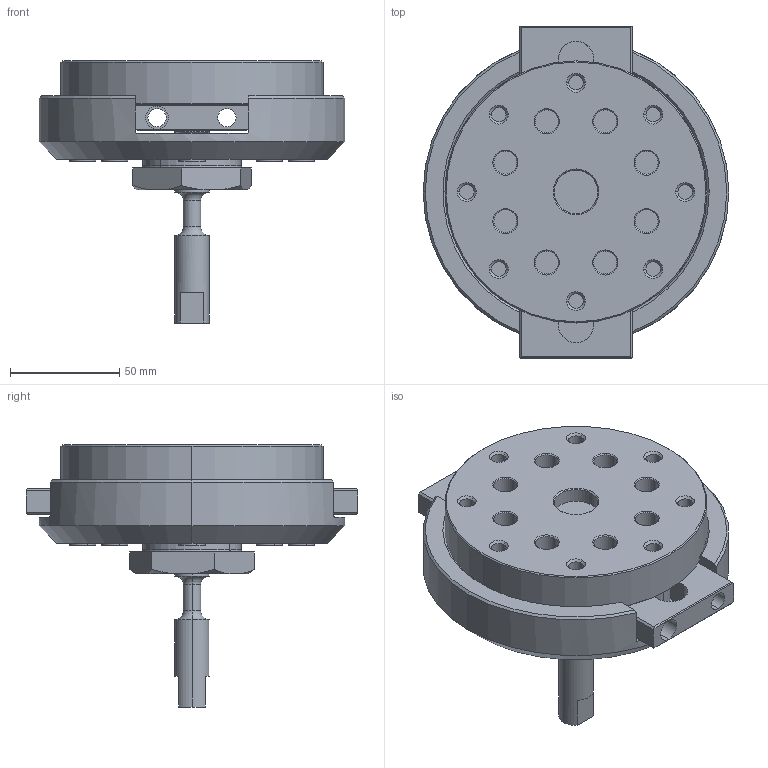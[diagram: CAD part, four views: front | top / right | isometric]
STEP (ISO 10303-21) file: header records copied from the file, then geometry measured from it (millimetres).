
FILE_DESCRIPTION (( 'STEP AP203' ), '1' );
FILE_NAME ('AfferraggioCompleto.STEP', '2015-12-17T21:27:03', ( '' ), ( '' ), 'SwSTEP 2.0', 'SolidWorks 2011', '' );
FILE_SCHEMA (( 'CONFIG_CONTROL_DESIGN' ));
Length unit declared in the file: millimetre
Products named in the file (9): Corpocentrale; flangia; AfferraggioCompleto; ghierainterna; M10; centratore; portaspina1; boccolina; provino
Assembly tree (17 placements, depth 2):
  AfferraggioCompleto
    ghierainterna
    M10  x8
    Corpocentrale
    portaspina1  x2
    boccolina  x2
    flangia
    provino
    centratore
Bounding box: 140 x 152 x 120 mm (x, y, z)
Volume: 575663 mm3; surface area: 144166 mm2
Topology: 17 solids, 17 shells, 377 faces, 850 edges, 534 vertices
Faces by surface type: cylinder 165, plane 105, cone 96, torus 11
Entity records: 9959 total; most frequent: CARTESIAN_POINT 1670, DIRECTION 1636, ORIENTED_EDGE 1362, EDGE_CURVE 681, AXIS2_PLACEMENT_3D 674, VERTEX_POINT 424, EDGE_LOOP 377, CIRCLE 361
